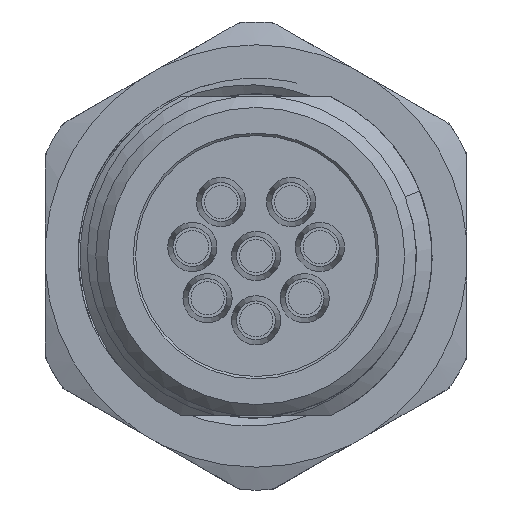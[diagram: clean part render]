
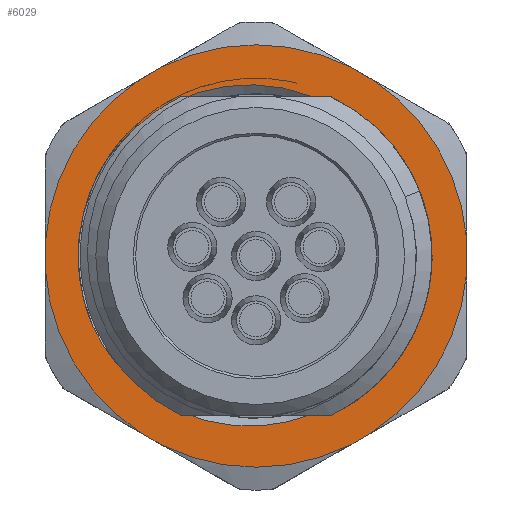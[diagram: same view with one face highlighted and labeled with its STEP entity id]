
A CAD part, left-side view. The second image highlights one B-rep face of the part: STEP entity #6029.
In plain terms, the highlighted planar face has unit normal (-1, 0, 0).
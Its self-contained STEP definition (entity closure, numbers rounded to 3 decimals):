
#340=B_SPLINE_CURVE_WITH_KNOTS('',3,(#20537,#20538,#20539,#20540,#20541,
#20542,#20543),.UNSPECIFIED.,.F.,.F.,(4,1,1,1,4),(0.,
0.004,0.009,0.013,0.017),
 .UNSPECIFIED.);
#341=B_SPLINE_CURVE_WITH_KNOTS('',3,(#20547,#20548,#20549,#20550,#20551,
#20552,#20553),.UNSPECIFIED.,.F.,.F.,(4,1,1,1,4),(0.,
0.004,0.009,0.013,0.017),
 .UNSPECIFIED.);
#603=LINE('',#20554,#840);
#604=LINE('',#20559,#841);
#605=LINE('',#20563,#842);
#606=LINE('',#20567,#843);
#607=LINE('',#20571,#844);
#608=LINE('',#20575,#845);
#840=VECTOR('',#8631,1000.);
#841=VECTOR('',#8634,1000.);
#842=VECTOR('',#8637,1000.);
#843=VECTOR('',#8640,1000.);
#844=VECTOR('',#8643,1000.);
#845=VECTOR('',#8646,1000.);
#1071=PLANE('',#7110);
#2299=ORIENTED_EDGE('',*,*,#3236,.F.);
#2300=ORIENTED_EDGE('',*,*,#3237,.T.);
#2301=ORIENTED_EDGE('',*,*,#3238,.T.);
#2302=ORIENTED_EDGE('',*,*,#3239,.T.);
#2303=ORIENTED_EDGE('',*,*,#3240,.F.);
#2304=ORIENTED_EDGE('',*,*,#3241,.T.);
#2305=ORIENTED_EDGE('',*,*,#3242,.F.);
#2306=ORIENTED_EDGE('',*,*,#3243,.T.);
#2307=ORIENTED_EDGE('',*,*,#3244,.F.);
#2308=ORIENTED_EDGE('',*,*,#3245,.T.);
#2309=ORIENTED_EDGE('',*,*,#3246,.F.);
#2310=ORIENTED_EDGE('',*,*,#3247,.T.);
#2311=ORIENTED_EDGE('',*,*,#3248,.F.);
#2312=ORIENTED_EDGE('',*,*,#3249,.T.);
#2313=ORIENTED_EDGE('',*,*,#3250,.F.);
#2314=ORIENTED_EDGE('',*,*,#3251,.T.);
#3236=EDGE_CURVE('',#3858,#3859,#4248,.T.);
#3237=EDGE_CURVE('',#3858,#3860,#340,.T.);
#3238=EDGE_CURVE('',#3860,#3861,#4249,.F.);
#3239=EDGE_CURVE('',#3861,#3859,#341,.T.);
#3240=EDGE_CURVE('',#3862,#3863,#603,.T.);
#3241=EDGE_CURVE('',#3862,#3864,#4250,.F.);
#3242=EDGE_CURVE('',#3865,#3864,#604,.T.);
#3243=EDGE_CURVE('',#3865,#3866,#4251,.F.);
#3244=EDGE_CURVE('',#3867,#3866,#605,.T.);
#3245=EDGE_CURVE('',#3867,#3868,#4252,.F.);
#3246=EDGE_CURVE('',#3869,#3868,#606,.T.);
#3247=EDGE_CURVE('',#3869,#3870,#4253,.F.);
#3248=EDGE_CURVE('',#3871,#3870,#607,.T.);
#3249=EDGE_CURVE('',#3871,#3872,#4254,.F.);
#3250=EDGE_CURVE('',#3873,#3872,#608,.T.);
#3251=EDGE_CURVE('',#3873,#3863,#4255,.F.);
#3858=VERTEX_POINT('',#20535);
#3859=VERTEX_POINT('',#20536);
#3860=VERTEX_POINT('',#20544);
#3861=VERTEX_POINT('',#20546);
#3862=VERTEX_POINT('',#20555);
#3863=VERTEX_POINT('',#20556);
#3864=VERTEX_POINT('',#20558);
#3865=VERTEX_POINT('',#20560);
#3866=VERTEX_POINT('',#20562);
#3867=VERTEX_POINT('',#20564);
#3868=VERTEX_POINT('',#20566);
#3869=VERTEX_POINT('',#20568);
#3870=VERTEX_POINT('',#20570);
#3871=VERTEX_POINT('',#20572);
#3872=VERTEX_POINT('',#20574);
#3873=VERTEX_POINT('',#20576);
#4248=CIRCLE('',#7111,7.6);
#4249=CIRCLE('',#7112,6.93);
#4250=CIRCLE('',#7113,9.024);
#4251=CIRCLE('',#7114,9.024);
#4252=CIRCLE('',#7115,9.024);
#4253=CIRCLE('',#7116,9.024);
#4254=CIRCLE('',#7117,9.024);
#4255=CIRCLE('',#7118,9.024);
#4815=EDGE_LOOP('',(#2299,#2300,#2301,#2302));
#4816=EDGE_LOOP('',(#2303,#2304,#2305,#2306,#2307,#2308,#2309,#2310,#2311,
#2312,#2313,#2314));
#5444=FACE_BOUND('',#4815,.T.);
#5445=FACE_BOUND('',#4816,.T.);
#6029=ADVANCED_FACE('',(#5444,#5445),#1071,.F.);
#7110=AXIS2_PLACEMENT_3D('',#20533,#8625,#8626);
#7111=AXIS2_PLACEMENT_3D('',#20534,#8627,#8628);
#7112=AXIS2_PLACEMENT_3D('',#20545,#8629,#8630);
#7113=AXIS2_PLACEMENT_3D('',#20557,#8632,#8633);
#7114=AXIS2_PLACEMENT_3D('',#20561,#8635,#8636);
#7115=AXIS2_PLACEMENT_3D('',#20565,#8638,#8639);
#7116=AXIS2_PLACEMENT_3D('',#20569,#8641,#8642);
#7117=AXIS2_PLACEMENT_3D('',#20573,#8644,#8645);
#7118=AXIS2_PLACEMENT_3D('',#20577,#8647,#8648);
#8625=DIRECTION('',(1.,0.,0.));
#8626=DIRECTION('',(0.,0.,-1.));
#8627=DIRECTION('',(-1.,0.,0.));
#8628=DIRECTION('',(0.,1.,0.));
#8629=DIRECTION('',(-1.,0.,0.));
#8630=DIRECTION('',(0.,0.,1.));
#8631=DIRECTION('',(0.,1.,0.));
#8632=DIRECTION('',(1.,0.,0.));
#8633=DIRECTION('',(0.,0.,-1.));
#8634=DIRECTION('',(0.,0.498,-0.867));
#8635=DIRECTION('',(1.,0.,0.));
#8636=DIRECTION('',(0.,0.,-1.));
#8637=DIRECTION('',(0.,-0.498,-0.867));
#8638=DIRECTION('',(1.,0.,0.));
#8639=DIRECTION('',(0.,0.,-1.));
#8640=DIRECTION('',(0.,-1.,0.));
#8641=DIRECTION('',(1.,0.,0.));
#8642=DIRECTION('',(0.,0.,-1.));
#8643=DIRECTION('',(0.,-0.497,0.868));
#8644=DIRECTION('',(1.,0.,0.));
#8645=DIRECTION('',(0.,0.,-1.));
#8646=DIRECTION('',(0.,0.497,0.868));
#8647=DIRECTION('',(1.,0.,0.));
#8648=DIRECTION('',(0.,0.,-1.));
#20533=CARTESIAN_POINT('',(-1.5,0.,0.));
#20534=CARTESIAN_POINT('',(-1.5,0.,0.));
#20535=CARTESIAN_POINT('',(-1.5,-4.081,6.411));
#20536=CARTESIAN_POINT('',(-1.5,3.02,6.974));
#20537=CARTESIAN_POINT('',(-1.5,-4.081,6.411));
#20538=CARTESIAN_POINT('',(-1.5,-5.265,5.593));
#20539=CARTESIAN_POINT('',(-1.5,-7.132,3.294));
#20540=CARTESIAN_POINT('',(-1.5,-7.622,-1.136));
#20541=CARTESIAN_POINT('',(-1.5,-5.55,-5.108));
#20542=CARTESIAN_POINT('',(-1.5,-2.928,-6.508));
#20543=CARTESIAN_POINT('',(-1.5,-1.511,-6.763));
#20544=CARTESIAN_POINT('',(-1.5,-1.511,-6.763));
#20545=CARTESIAN_POINT('',(-1.5,0.,0.));
#20546=CARTESIAN_POINT('',(-1.5,2.558,-6.441));
#20547=CARTESIAN_POINT('',(-1.5,2.558,-6.441));
#20548=CARTESIAN_POINT('',(-1.5,3.917,-5.964));
#20549=CARTESIAN_POINT('',(-1.5,6.29,-4.163));
#20550=CARTESIAN_POINT('',(-1.5,7.705,0.074));
#20551=CARTESIAN_POINT('',(-1.5,6.523,4.38));
#20552=CARTESIAN_POINT('',(-1.5,4.318,6.354));
#20553=CARTESIAN_POINT('',(-1.5,3.02,6.974));
#20554=CARTESIAN_POINT('',(-1.5,-4.376,-8.992));
#20555=CARTESIAN_POINT('',(-1.5,-0.764,-8.992));
#20556=CARTESIAN_POINT('',(-1.5,0.764,-8.992));
#20557=CARTESIAN_POINT('',(-1.5,0.,0.));
#20558=CARTESIAN_POINT('',(-1.5,-7.542,-4.955));
#20559=CARTESIAN_POINT('',(-1.5,-9.974,-0.725));
#20560=CARTESIAN_POINT('',(-1.5,-8.078,-4.024));
#20561=CARTESIAN_POINT('',(-1.5,0.,0.));
#20562=CARTESIAN_POINT('',(-1.5,-8.078,4.024));
#20563=CARTESIAN_POINT('',(-1.5,-5.646,8.254));
#20564=CARTESIAN_POINT('',(-1.5,-7.542,4.955));
#20565=CARTESIAN_POINT('',(-1.5,0.,0.));
#20566=CARTESIAN_POINT('',(-1.5,-0.537,9.008));
#20567=CARTESIAN_POINT('',(-1.5,4.342,9.008));
#20568=CARTESIAN_POINT('',(-1.5,0.537,9.008));
#20569=CARTESIAN_POINT('',(-1.5,0.,0.));
#20570=CARTESIAN_POINT('',(-1.5,7.551,4.941));
#20571=CARTESIAN_POINT('',(-1.5,9.975,0.706));
#20572=CARTESIAN_POINT('',(-1.5,8.085,4.008));
#20573=CARTESIAN_POINT('',(-1.5,0.,0.));
#20574=CARTESIAN_POINT('',(-1.5,8.085,-4.008));
#20575=CARTESIAN_POINT('',(-1.5,5.661,-8.243));
#20576=CARTESIAN_POINT('',(-1.5,7.551,-4.941));
#20577=CARTESIAN_POINT('',(-1.5,0.,0.));
